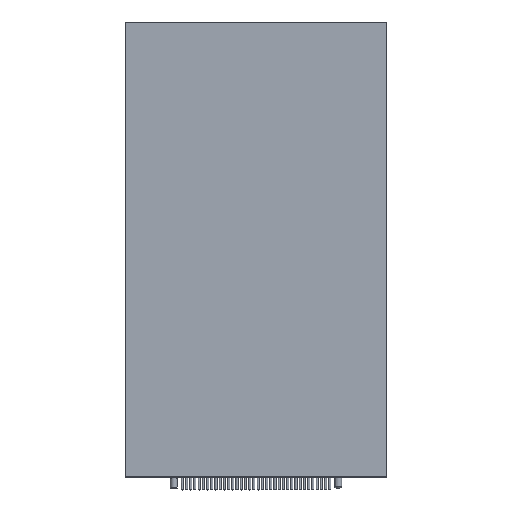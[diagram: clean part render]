
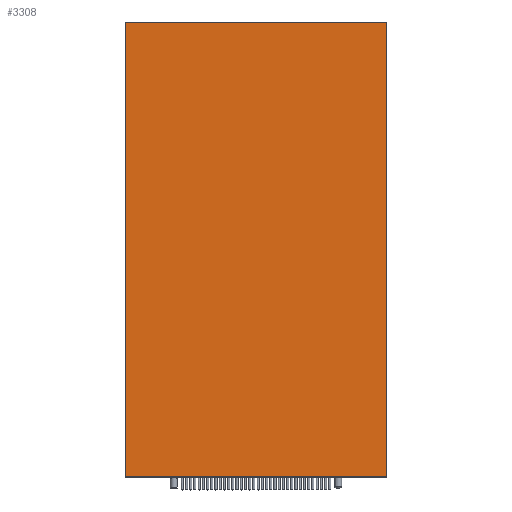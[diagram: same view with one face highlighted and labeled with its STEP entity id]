
A CAD part, top view. The second image highlights one B-rep face of the part: STEP entity #3308.
In plain terms, the highlighted planar face has unit normal (0, 0, 1).
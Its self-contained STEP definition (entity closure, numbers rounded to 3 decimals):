
#316=ORIENTED_EDGE('',*,*,#716,.F.);
#317=ORIENTED_EDGE('',*,*,#721,.F.);
#318=ORIENTED_EDGE('',*,*,#718,.F.);
#319=ORIENTED_EDGE('',*,*,#708,.F.);
#708=EDGE_CURVE('',#913,#914,#1112,.T.);
#716=EDGE_CURVE('',#920,#913,#1120,.T.);
#718=EDGE_CURVE('',#914,#922,#1122,.T.);
#721=EDGE_CURVE('',#922,#920,#1125,.T.);
#913=VERTEX_POINT('',#4616);
#914=VERTEX_POINT('',#4618);
#920=VERTEX_POINT('',#4632);
#922=VERTEX_POINT('',#4638);
#1112=LINE('',#4617,#1148);
#1120=LINE('',#4633,#1156);
#1122=LINE('',#4637,#1158);
#1125=LINE('',#4642,#1161);
#1148=VECTOR('',#3864,1000.);
#1156=VECTOR('',#3874,1000.);
#1158=VECTOR('',#3878,1000.);
#1161=VECTOR('',#3883,1000.);
#1187=EDGE_LOOP('',(#316,#317,#318,#319));
#1543=FACE_BOUND('',#1187,.T.);
#1904=PLANE('',#3505);
#3308=ADVANCED_FACE('',(#1543),#1904,.F.);
#3505=AXIS2_PLACEMENT_3D('',#4643,#3884,#3885);
#3864=DIRECTION('',(-1.,0.,0.));
#3874=DIRECTION('',(0.,-1.,0.));
#3878=DIRECTION('',(0.,1.,0.));
#3883=DIRECTION('',(1.,0.,0.));
#3884=DIRECTION('',(0.,0.,-1.));
#3885=DIRECTION('',(-1.,0.,0.));
#4616=CARTESIAN_POINT('',(39.37,-68.58,7.75));
#4617=CARTESIAN_POINT('',(39.37,-68.58,7.75));
#4618=CARTESIAN_POINT('',(-39.37,-68.58,7.75));
#4632=CARTESIAN_POINT('',(39.37,68.58,7.75));
#4633=CARTESIAN_POINT('',(39.37,68.58,7.75));
#4637=CARTESIAN_POINT('',(-39.37,-68.58,7.75));
#4638=CARTESIAN_POINT('',(-39.37,68.58,7.75));
#4642=CARTESIAN_POINT('',(-39.37,68.58,7.75));
#4643=CARTESIAN_POINT('',(0.,0.,7.75));
